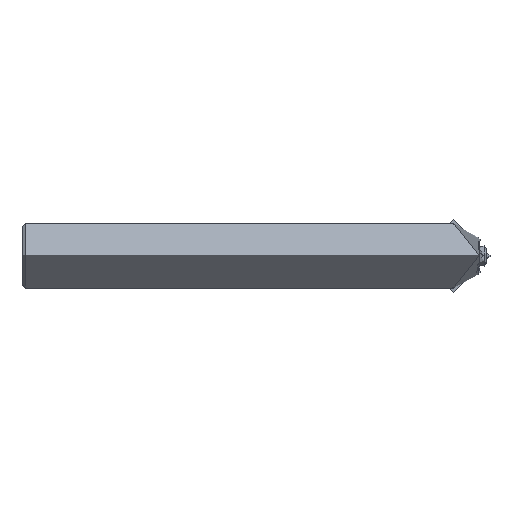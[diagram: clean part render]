
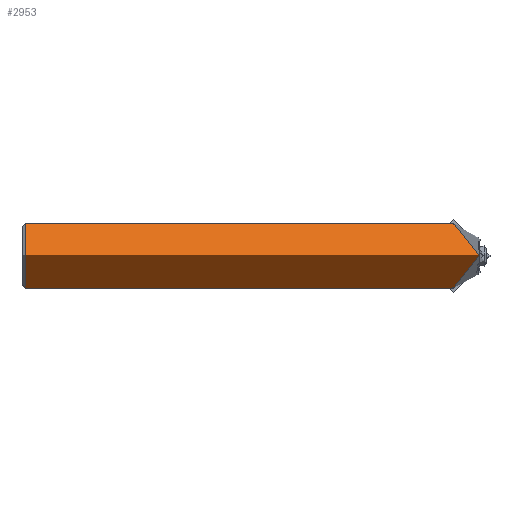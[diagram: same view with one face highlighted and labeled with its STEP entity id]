
A CAD part, top view. The second image highlights one B-rep face of the part: STEP entity #2953.
In plain terms, the highlighted cylindrical face has radius 9.8 mm (diameter 19.6 mm), a full revolution.
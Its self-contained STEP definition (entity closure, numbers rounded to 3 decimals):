
#755 = DIRECTION ( 'NONE',  ( 1., 0., 0. ) ) ;
#1620 = CARTESIAN_POINT ( 'NONE',  ( 60.2, -9.8, -9.8 ) ) ;
#2082 = FACE_OUTER_BOUND ( 'NONE', #6393, .T. ) ;
#2294 = CIRCLE ( 'NONE', #7131, 9.8 ) ;
#2605 = ORIENTED_EDGE ( 'NONE', *, *, #10875, .T. ) ;
#2756 = CARTESIAN_POINT ( 'NONE',  ( 60.2, 9.8, -9.8 ) ) ;
#2953 = ADVANCED_FACE ( 'NONE', ( #2082, #13729 ), #10485, .T. ) ;
#3234 =( BOUNDED_CURVE ( )  B_SPLINE_CURVE ( 3, ( #1620, #7261, #8410, #15336 ),
 .UNSPECIFIED., .F., .F. ) 
 B_SPLINE_CURVE_WITH_KNOTS ( ( 4, 4 ),
 ( 1.571, 4.712 ),
 .UNSPECIFIED. ) 
 CURVE ( )  GEOMETRIC_REPRESENTATION_ITEM ( )  RATIONAL_B_SPLINE_CURVE ( ( 1., 0.333, 0.333, 1. ) ) 
 REPRESENTATION_ITEM ( '' )  );
#3309 = CARTESIAN_POINT ( 'NONE',  ( 36.6, 9.8, -29.4 ) ) ;
#3872 = CARTESIAN_POINT ( 'NONE',  ( 60.2, -9.8, -9.8 ) ) ;
#5738 =( BOUNDED_CURVE ( )  B_SPLINE_CURVE ( 3, ( #8656, #3309, #10060, #14337 ),
 .UNSPECIFIED., .F., .F. ) 
 B_SPLINE_CURVE_WITH_KNOTS ( ( 4, 4 ),
 ( 4.712, 7.854 ),
 .UNSPECIFIED. ) 
 CURVE ( )  GEOMETRIC_REPRESENTATION_ITEM ( )  RATIONAL_B_SPLINE_CURVE ( ( 1., 0.333, 0.333, 1. ) ) 
 REPRESENTATION_ITEM ( '' )  );
#5881 = CARTESIAN_POINT ( 'NONE',  ( 60.2, 0., -9.8 ) ) ;
#6393 = EDGE_LOOP ( 'NONE', ( #12573 ) ) ;
#7131 = AXIS2_PLACEMENT_3D ( 'NONE', #9011, #755, #11816 ) ;
#7261 = CARTESIAN_POINT ( 'NONE',  ( 75.8, -9.8, 9.8 ) ) ;
#8410 = CARTESIAN_POINT ( 'NONE',  ( 75.8, 9.8, 9.8 ) ) ;
#8656 = CARTESIAN_POINT ( 'NONE',  ( 60.2, 9.8, -9.8 ) ) ;
#8998 = ORIENTED_EDGE ( 'NONE', *, *, #14444, .T. ) ;
#9011 = CARTESIAN_POINT ( 'NONE',  ( -69., 0., -9.8 ) ) ;
#9079 = VERTEX_POINT ( 'NONE', #14005 ) ;
#9931 = EDGE_CURVE ( 'NONE', #9079, #9079, #2294, .T. ) ;
#10060 = CARTESIAN_POINT ( 'NONE',  ( 36.6, -9.8, -29.4 ) ) ;
#10485 = CYLINDRICAL_SURFACE ( 'NONE', #15739, 9.8 ) ;
#10875 = EDGE_CURVE ( 'NONE', #12148, #15347, #5738, .T. ) ;
#11816 = DIRECTION ( 'NONE',  ( 0., 0., 1. ) ) ;
#12148 = VERTEX_POINT ( 'NONE', #2756 ) ;
#12573 = ORIENTED_EDGE ( 'NONE', *, *, #9931, .T. ) ;
#13704 = EDGE_LOOP ( 'NONE', ( #8998, #2605 ) ) ;
#13729 = FACE_OUTER_BOUND ( 'NONE', #13704, .T. ) ;
#14005 = CARTESIAN_POINT ( 'NONE',  ( -69., 0., 0. ) ) ;
#14239 = DIRECTION ( 'NONE',  ( -1., 0., 0. ) ) ;
#14299 = DIRECTION ( 'NONE',  ( 0., 0., 1. ) ) ;
#14337 = CARTESIAN_POINT ( 'NONE',  ( 60.2, -9.8, -9.8 ) ) ;
#14444 = EDGE_CURVE ( 'NONE', #15347, #12148, #3234, .T. ) ;
#15336 = CARTESIAN_POINT ( 'NONE',  ( 60.2, 9.8, -9.8 ) ) ;
#15347 = VERTEX_POINT ( 'NONE', #3872 ) ;
#15739 = AXIS2_PLACEMENT_3D ( 'NONE', #5881, #14239, #14299 ) ;
